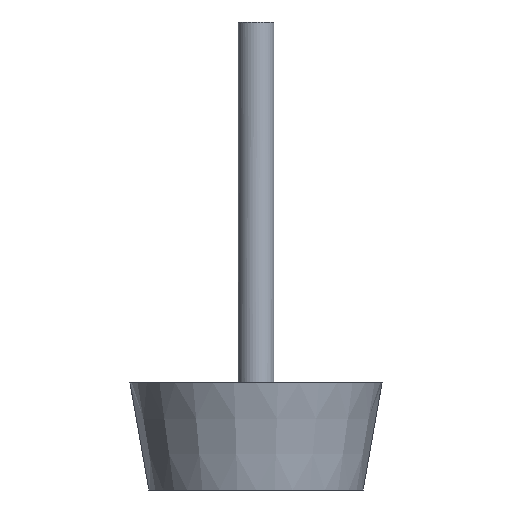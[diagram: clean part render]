
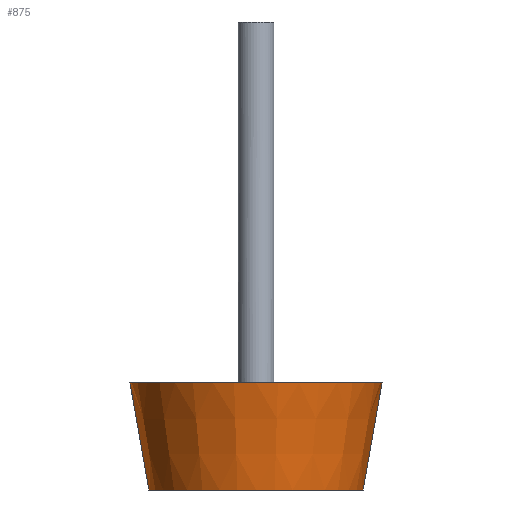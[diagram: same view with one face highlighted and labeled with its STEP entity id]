
A CAD part, left-side view. The second image highlights one B-rep face of the part: STEP entity #875.
In plain terms, the highlighted conical face has half-angle 10 degrees and reference radius 60 mm.
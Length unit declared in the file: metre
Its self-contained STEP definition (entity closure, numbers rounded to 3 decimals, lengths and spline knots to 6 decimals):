
#17=CONICAL_SURFACE('',#947,0.06,0.175);
#27=CIRCLE('',#946,0.07058);
#28=CIRCLE('',#948,0.06);
#90=ORIENTED_EDGE('',*,*,#337,.T.);
#91=ORIENTED_EDGE('',*,*,#338,.F.);
#92=ORIENTED_EDGE('',*,*,#335,.F.);
#93=ORIENTED_EDGE('',*,*,#339,.T.);
#335=EDGE_CURVE('',#455,#456,#27,.T.);
#337=EDGE_CURVE('',#457,#458,#28,.T.);
#338=EDGE_CURVE('',#456,#458,#535,.F.);
#339=EDGE_CURVE('',#455,#457,#536,.F.);
#455=VERTEX_POINT('',#1335);
#456=VERTEX_POINT('',#1337);
#457=VERTEX_POINT('',#1341);
#458=VERTEX_POINT('',#1342);
#535=LINE('',#1343,#645);
#536=LINE('',#1344,#646);
#645=VECTOR('',#1078,1.);
#646=VECTOR('',#1079,1.);
#729=EDGE_LOOP('',(#90,#91,#92,#93));
#780=FACE_BOUND('',#729,.T.);
#875=ADVANCED_FACE('',(#780),#17,.T.);
#946=AXIS2_PLACEMENT_3D('',#1336,#1071,#1072);
#947=AXIS2_PLACEMENT_3D('',#1339,#1074,#1075);
#948=AXIS2_PLACEMENT_3D('',#1340,#1076,#1077);
#1071=DIRECTION('',(0.,0.,1.));
#1072=DIRECTION('',(1.,0.,0.));
#1074=DIRECTION('',(0.,0.,1.));
#1075=DIRECTION('',(1.,0.,0.));
#1076=DIRECTION('',(0.,0.,1.));
#1077=DIRECTION('',(1.,0.,0.));
#1078=DIRECTION('',(0.,-0.174,0.985));
#1079=DIRECTION('',(0.,0.174,0.985));
#1335=CARTESIAN_POINT('',(-0.1,0.07058,0.06));
#1336=CARTESIAN_POINT('',(-0.1,0.,0.06));
#1337=CARTESIAN_POINT('',(-0.1,-0.07058,0.06));
#1339=CARTESIAN_POINT('',(-0.1,0.,0.));
#1340=CARTESIAN_POINT('',(-0.1,0.,0.));
#1341=CARTESIAN_POINT('',(-0.1,0.06,0.));
#1342=CARTESIAN_POINT('',(-0.1,-0.06,0.));
#1343=CARTESIAN_POINT('',(-0.1,-0.06,0.));
#1344=CARTESIAN_POINT('',(-0.1,0.06,0.));
